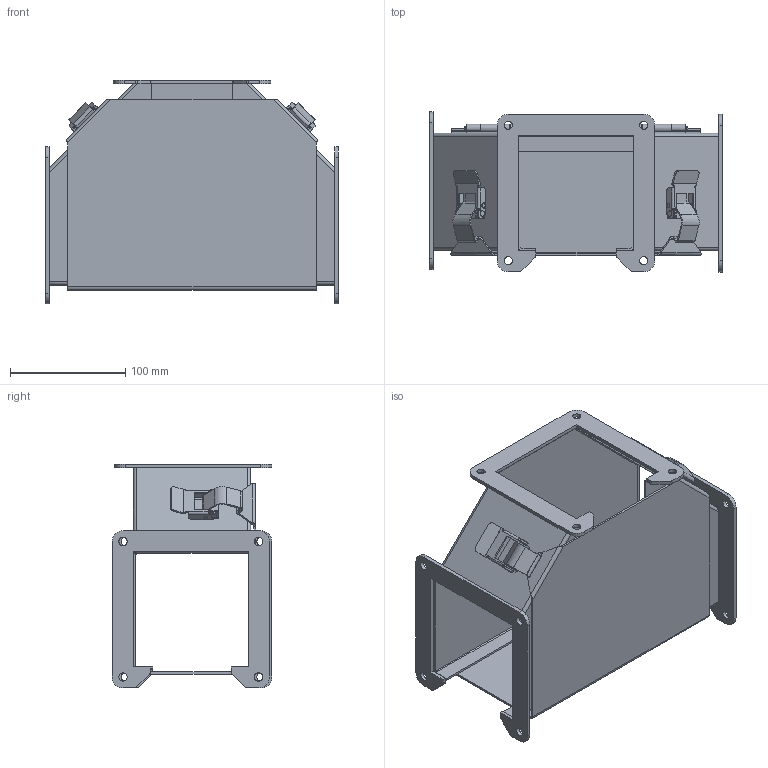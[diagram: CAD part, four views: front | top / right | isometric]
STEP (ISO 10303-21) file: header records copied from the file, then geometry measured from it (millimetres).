
FILE_DESCRIPTION (( 'STEP AP203' ), '1' );
FILE_NAME ('1485CTQ.step', '2020-11-19T14:33:33', ( 'ADC123' ), ( 'Microsoft' ), 'SwSTEP 2.0', 'SolidWorks 2019', '' );
FILE_SCHEMA (( 'CONFIG_CONTROL_DESIGN' ));
Length unit declared in the file: inch
Products named in the file (1): 1485CTQ
Bounding box: 254 x 138.63 x 194.21 mm (x, y, z)
Volume: 354752.2 mm3; surface area: 376537.2 mm2
Topology: 17 solids, 17 shells, 496 faces, 1296 edges, 838 vertices
Faces by surface type: plane 288, cylinder 180, bspline 28
Full cylindrical faces by diameter (mm): 3.175 x4, 3.302 x4, 3.969 x4, 4.166 x4, 4.763 x6, 7.137 x12
Entity records: 16209 total; most frequent: CARTESIAN_POINT 3997, ORIENTED_EDGE 2504, DIRECTION 2464, EDGE_CURVE 1252, LINE 842, VECTOR 842, VERTEX_POINT 836, AXIS2_PLACEMENT_3D 811
